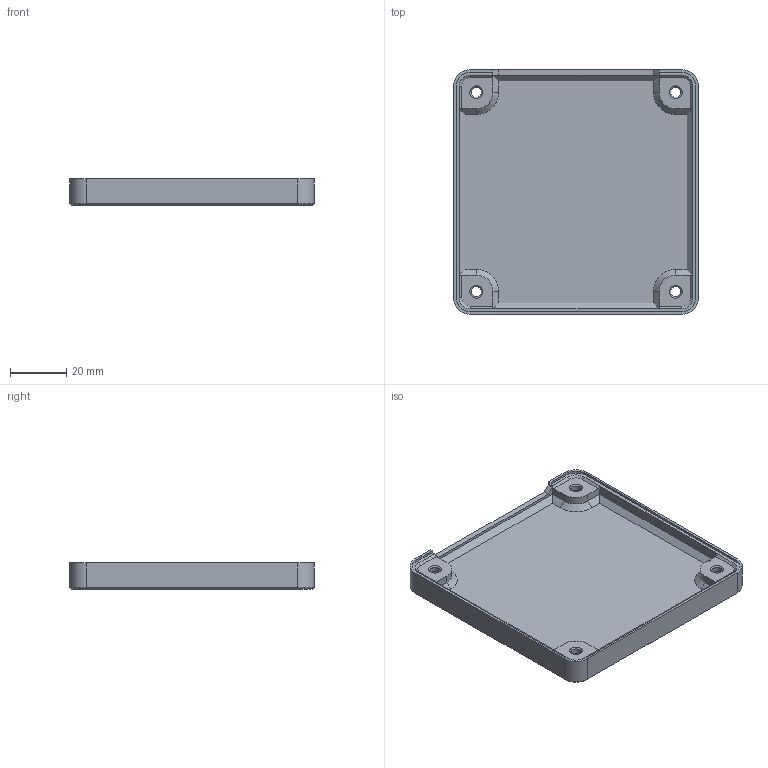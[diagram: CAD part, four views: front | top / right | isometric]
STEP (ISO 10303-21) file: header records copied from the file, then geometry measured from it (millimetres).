
FILE_DESCRIPTION(/* description */ (''),/* implementation_level */ '2;1');
FILE_NAME(/* name */ 'Kitsune Plus Plus bottom - v1.1.0 - Clover tag.step',/* time_stamp */ '2026-01-11T20:19:46Z',/* author */ (''),/* organization */ (''),/* preprocessor_version */ 'ST-DEVELOPER v20.1',/* originating_system */ 'Autodesk Translation Framework v14.21.0.0',/* authorisation */ '');
FILE_SCHEMA (('AUTOMOTIVE_DESIGN { 1 0 10303 214 3 1 1 }'));
Length unit declared in the file: millimetre
Products named in the file (1): Kitsune Plus Plus bottom
Bounding box: 87.28 x 87.28 x 9.4 mm (x, y, z)
Volume: 28382.5 mm3; surface area: 20863.1 mm2
Topology: 1 solids, 1 shells, 1206 faces, 3258 edges, 2142 vertices
Faces by surface type: plane 640, bspline 518, cone 24, cylinder 24
Full cylindrical faces by diameter (mm): 3.6 x4, 4.5 x4, 5.2 x4
Entity records: 42227 total; most frequent: CARTESIAN_POINT 15413, ORIENTED_EDGE 6516, DIRECTION 3676, EDGE_CURVE 3258, LINE 2146, VECTOR 2146, VERTEX_POINT 2142, EDGE_LOOP 1302
